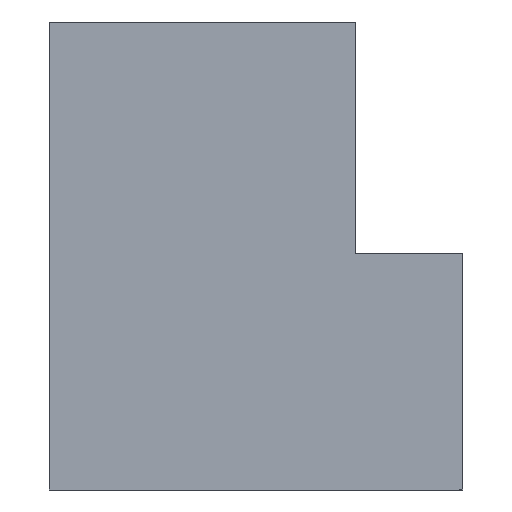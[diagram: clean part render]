
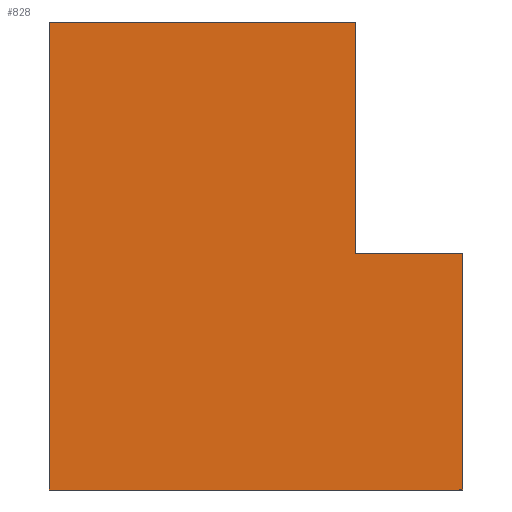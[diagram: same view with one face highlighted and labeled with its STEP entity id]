
A CAD part, left-side view. The second image highlights one B-rep face of the part: STEP entity #828.
In plain terms, the highlighted planar face has unit normal (-1, 0, 0).
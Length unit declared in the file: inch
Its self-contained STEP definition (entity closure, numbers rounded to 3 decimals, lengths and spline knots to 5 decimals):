
#17=LINE('',#1233,#89);
#40=LINE('',#1303,#112);
#45=LINE('',#1313,#117);
#46=LINE('',#1314,#118);
#47=LINE('',#1316,#119);
#48=LINE('',#1317,#120);
#89=VECTOR('',#983,0.3937);
#112=VECTOR('',#1040,0.3937);
#117=VECTOR('',#1049,0.3937);
#118=VECTOR('',#1050,0.3937);
#119=VECTOR('',#1051,0.3937);
#120=VECTOR('',#1052,0.3937);
#166=PLANE('',#901);
#233=FACE_OUTER_BOUND('',#291,.T.);
#291=EDGE_LOOP('',(#631,#632,#633,#634,#635,#636));
#397=VERTEX_POINT('',#1230);
#398=VERTEX_POINT('',#1232);
#425=VERTEX_POINT('',#1296);
#428=VERTEX_POINT('',#1301);
#431=VERTEX_POINT('',#1312);
#432=VERTEX_POINT('',#1315);
#477=EDGE_CURVE('',#397,#398,#17,.T.);
#510=EDGE_CURVE('',#428,#425,#40,.T.);
#515=EDGE_CURVE('',#431,#428,#45,.T.);
#516=EDGE_CURVE('',#431,#398,#46,.T.);
#517=EDGE_CURVE('',#432,#397,#47,.T.);
#518=EDGE_CURVE('',#425,#432,#48,.T.);
#631=ORIENTED_EDGE('',*,*,#510,.F.);
#632=ORIENTED_EDGE('',*,*,#515,.F.);
#633=ORIENTED_EDGE('',*,*,#516,.T.);
#634=ORIENTED_EDGE('',*,*,#477,.F.);
#635=ORIENTED_EDGE('',*,*,#517,.F.);
#636=ORIENTED_EDGE('',*,*,#518,.F.);
#828=ADVANCED_FACE('',(#233),#166,.T.);
#901=AXIS2_PLACEMENT_3D('',#1311,#1047,#1048);
#983=DIRECTION('',(0.,1.,0.));
#1040=DIRECTION('',(0.,0.,-1.));
#1047=DIRECTION('center_axis',(-1.,0.,0.));
#1048=DIRECTION('ref_axis',(0.,1.,0.));
#1049=DIRECTION('',(0.,-1.,0.));
#1050=DIRECTION('',(0.,0.,-1.));
#1051=DIRECTION('',(0.,0.,-1.));
#1052=DIRECTION('',(0.,-1.,0.));
#1230=CARTESIAN_POINT('',(-2.33,-0.5625,-0.38437));
#1232=CARTESIAN_POINT('',(-2.33,0.33,-0.38437));
#1233=CARTESIAN_POINT('',(-2.33,-0.5625,-0.38437));
#1296=CARTESIAN_POINT('',(-2.33,-0.33,0.125));
#1301=CARTESIAN_POINT('',(-2.33,-0.33,0.625));
#1303=CARTESIAN_POINT('',(-2.33,-0.33,0.625));
#1311=CARTESIAN_POINT('Origin',(-2.33,-0.33,0.625));
#1312=CARTESIAN_POINT('',(-2.33,0.33,0.625));
#1313=CARTESIAN_POINT('',(-2.33,0.33,0.625));
#1314=CARTESIAN_POINT('',(-2.33,0.33,-0.375));
#1315=CARTESIAN_POINT('',(-2.33,-0.5625,0.125));
#1316=CARTESIAN_POINT('',(-2.33,-0.5625,0.125));
#1317=CARTESIAN_POINT('',(-2.33,-0.33,0.125));
